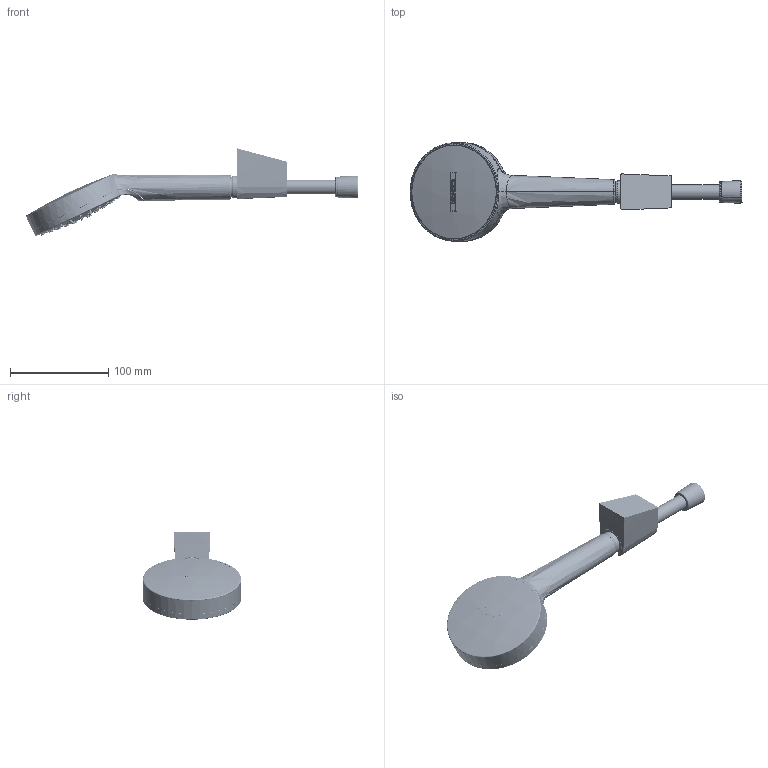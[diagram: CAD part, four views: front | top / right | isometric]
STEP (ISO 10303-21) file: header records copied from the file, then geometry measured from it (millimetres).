
FILE_DESCRIPTION(('CAx-IF Rec.Pracs.---Model Styling and Organization---1.2---2011-12-15','CAx-IF Rec.Pracs.---Geometric and Assembly Validation Properties---4.1---2014-06-16','CAx-IF Rec.Pracs.---PMI Polyline Presentation---2.0---2013-05-24'),'2;1');
FILE_NAME('1000111781_PPR_000.stp','2019-02-11T08:41:53+01:00',(''),(''),'STEP Interface 4.1 by CT CoreTechnologie','3D_Evolution4.1 by CT CoreTechnologie','');
FILE_SCHEMA(('AP203_CONFIGURATION_CONTROLLED_3D_DESIGN_OF_MECHANICAL_PARTS_AND_ASSEMBLIES_MIM_LF'));
Length unit declared in the file: millimetre
Products named in the file (14): P_2 HG Crometta 1jet 9l Porter Set 1250 1000111781_PPR_000_A1; P_2 Abdeckung Puro 1000086105_PPA_000_A0; P_2 Schnappfutter Unica-Uno 1000086110_PPA_000_A0; P_2 Comfortflex 1,60m chrom 1000111643_PPR_000_A1; P_2 Halbfertig Comfortflex MW chrom 1000111913_PPA_000_A0; P_2 Mutter Wirbelseite Isiflex 1000084521_PPA_000_A0; P_2 Mutter Festseite Isiflex 1000084516_PPA_000_A0; P_2 Manschettenaufnahme Isiflex 2K Nutr. 1000098496_PPA_000_A0; P_2 Crometta 1jet HB Lupo 1000111691_PPR_000_A0; P_2 Griff Crometta 1000111685_PPA_000_A0; P_2 Wasserfuehrung 1000111687_PPA_000_A0; P_2 Kartusche Crometta 1jet 1000111690_PPR_000_A0; P_2 Strahlkoerper 1jet 1000111689_PPA_000_A0; P_2 Strahleinsatz_EB_Lage_OPP 1000111688_PPA_000_A0
Assembly tree (13 placements, depth 4):
  P_2 HG Crometta 1jet 9l Porter Set 1250 1000111781_PPR_000_A1
    P_2 Abdeckung Puro 1000086105_PPA_000_A0
    P_2 Schnappfutter Unica-Uno 1000086110_PPA_000_A0
    P_2 Comfortflex 1,60m chrom 1000111643_PPR_000_A1
      P_2 Halbfertig Comfortflex MW chrom 1000111913_PPA_000_A0
      P_2 Mutter Wirbelseite Isiflex 1000084521_PPA_000_A0
      P_2 Mutter Festseite Isiflex 1000084516_PPA_000_A0
      P_2 Manschettenaufnahme Isiflex 2K Nutr. 1000098496_PPA_000_A0
    P_2 Crometta 1jet HB Lupo 1000111691_PPR_000_A0
      P_2 Griff Crometta 1000111685_PPA_000_A0
      P_2 Wasserfuehrung 1000111687_PPA_000_A0
      P_2 Kartusche Crometta 1jet 1000111690_PPR_000_A0
        P_2 Strahlkoerper 1jet 1000111689_PPA_000_A0
        P_2 Strahleinsatz_EB_Lage_OPP 1000111688_PPA_000_A0
Bounding box: 337.2 x 100.29 x 88.75 mm (x, y, z)
Volume: 369040.8 mm3; surface area: 117145.8 mm2
Topology: 92 solids, 92 shells, 2972 faces, 6973 edges, 4255 vertices
Faces by surface type: bspline 1820, plane 672, cylinder 480
Entity records: 293009 total; most frequent: CARTESIAN_POINT 197631, ORIENTED_EDGE 13928, DIRECTION 12108, EDGE_CURVE 6964, AXIS2_PLACEMENT_3D 4805, VERTEX_POINT 4255, CIRCLE 3639, EDGE_LOOP 3375
